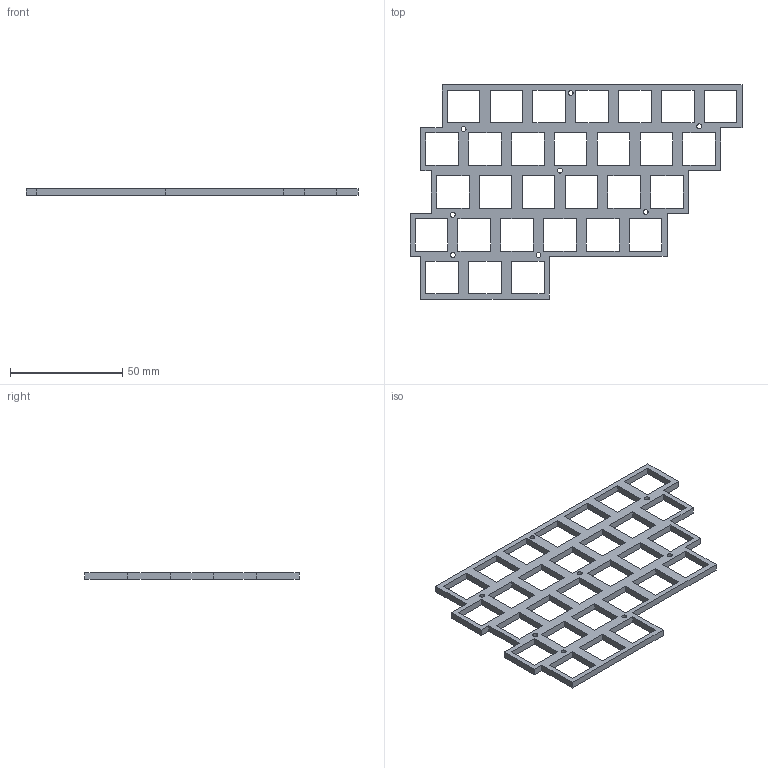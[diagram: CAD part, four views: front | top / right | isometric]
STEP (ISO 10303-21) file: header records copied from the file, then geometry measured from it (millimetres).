
FILE_DESCRIPTION(('KiCad electronic assembly'),'2;1');
FILE_NAME('filler_right_print_final.step','2025-11-15T20:23:18',( 'Pcbnew'),('Kicad'),'Open CASCADE STEP processor 7.6', 'KiCad to STEP converter','Unknown');
FILE_SCHEMA(('AUTOMOTIVE_DESIGN { 1 0 10303 214 1 1 1 1 }'));
Length unit declared in the file: millimetre
Products named in the file (2): filler_right_print_final 1; filler_right_PCB
Assembly tree (1 placements, depth 2):
  filler_right_print_final 1
    filler_right_PCB
Bounding box: 147.64 x 95.25 x 3 mm (x, y, z)
Volume: 13189.2 mm3; surface area: 15490.5 mm2
Topology: 1 solids, 1 shells, 146 faces, 432 edges, 288 vertices
Faces by surface type: plane 138, cylinder 8
Full cylindrical faces by diameter (mm): 2.2 x8
Entity records: 4977 total; most frequent: CARTESIAN_POINT 868, ORIENTED_EDGE 864, DIRECTION 744, EDGE_CURVE 432, LINE 416, VECTOR 416, VERTEX_POINT 288, FACE_BOUND 220
